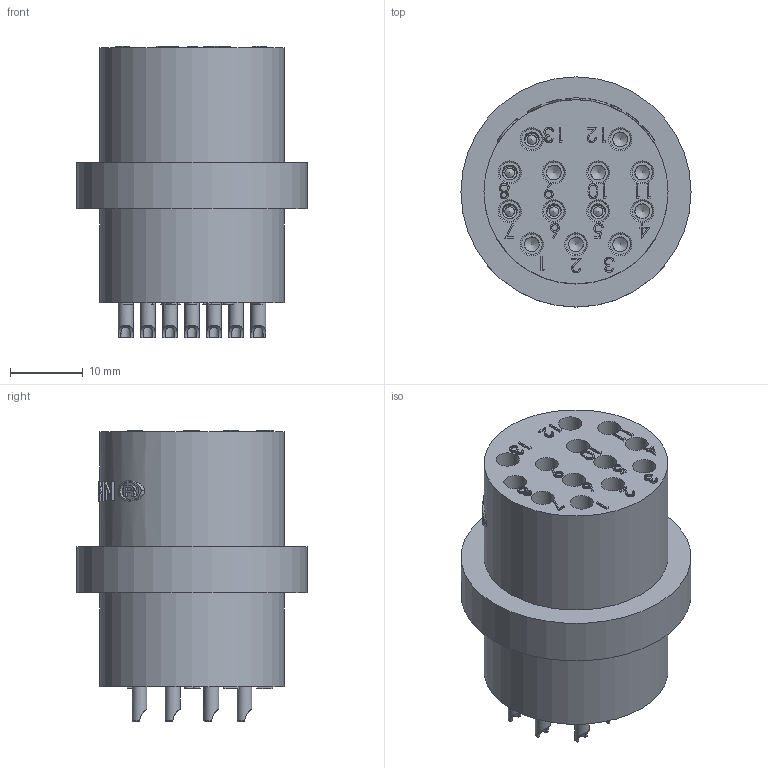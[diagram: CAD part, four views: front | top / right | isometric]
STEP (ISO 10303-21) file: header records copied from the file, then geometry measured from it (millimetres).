
FILE_DESCRIPTION(/* description */ (''),/* implementation_level */ '2;1');
FILE_NAME(/* name */ 'DAT13F.stp',/* time_stamp */ '2023-03-14T15:04:08+01:00',/* author */ ('sh'),/* organization */ (''),/* preprocessor_version */ 'ST-DEVELOPER v19.2',/* originating_system */ 'Autodesk Inventor 2023',/* authorisation */ '');
FILE_SCHEMA (('AUTOMOTIVE_DESIGN { 1 0 10303 214 3 1 1 }'));
Products named in the file (1): Part8
Bounding box: 31.75 x 31.75 x 40.21 mm (x, y, z)
Volume: 18557.8 mm3; surface area: 7667 mm2
Topology: 1 solids, 1 shells, 1136 faces, 3021 edges, 1975 vertices
Faces by surface type: plane 518, bspline 248, cylinder 162, torus 117, cone 91
Full cylindrical faces by diameter (mm): 1.321 x13, 2.032 x13, 2.037 x13, 2.057 x13, 2.723 x13, 2.743 x13, 3.175 x52, 25.4 x2, 31.75 x1
Entity records: 50862 total; most frequent: CARTESIAN_POINT 22694, ORIENTED_EDGE 5990, DIRECTION 4999, EDGE_CURVE 2995, VERTEX_POINT 1975, AXIS2_PLACEMENT_3D 1767, LINE 1465, VECTOR 1465
